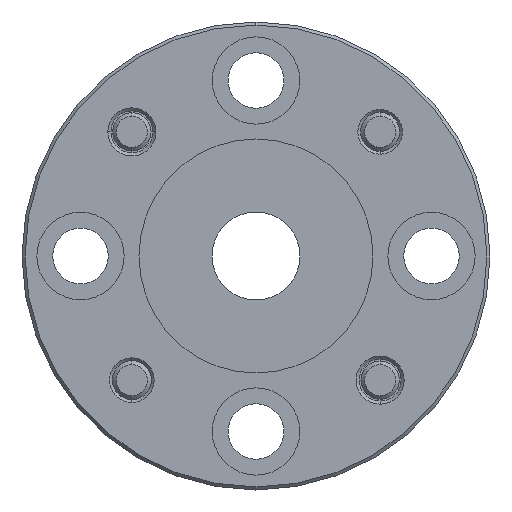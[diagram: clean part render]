
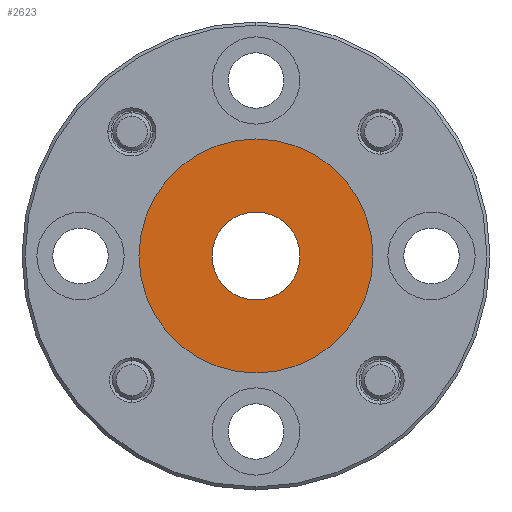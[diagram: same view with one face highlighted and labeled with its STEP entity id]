
A CAD part, left-side view. The second image highlights one B-rep face of the part: STEP entity #2623.
In plain terms, the highlighted planar face has unit normal (-1, 0, 0).
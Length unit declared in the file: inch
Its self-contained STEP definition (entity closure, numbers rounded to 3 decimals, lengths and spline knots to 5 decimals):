
#63 = DIRECTION ( 'NONE',  ( -1., 0., 0. ) ) ;
#106 = DIRECTION ( 'NONE',  ( 0., 0., 1. ) ) ;
#264 = CARTESIAN_POINT ( 'NONE',  ( 0.00565, 0.68662, 0.84964 ) ) ;
#268 = ORIENTED_EDGE ( 'NONE', *, *, #3818, .F. ) ;
#295 = VERTEX_POINT ( 'NONE', #885 ) ;
#733 = AXIS2_PLACEMENT_3D ( 'NONE', #1234, #2430, #1505 ) ;
#802 = ORIENTED_EDGE ( 'NONE', *, *, #2592, .F. ) ;
#859 = DIRECTION ( 'NONE',  ( 0., 0., -1. ) ) ;
#885 = CARTESIAN_POINT ( 'NONE',  ( 0.00565, 0.68662, 0.77914 ) ) ;
#1122 = ORIENTED_EDGE ( 'NONE', *, *, #2915, .T. ) ;
#1158 = CIRCLE ( 'NONE', #733, 0.1875 ) ;
#1204 = VERTEX_POINT ( 'NONE', #2962 ) ;
#1234 = CARTESIAN_POINT ( 'NONE',  ( 0.00565, 0.68662, 0.84964 ) ) ;
#1322 = AXIS2_PLACEMENT_3D ( 'NONE', #2546, #1366, #3166 ) ;
#1353 = VERTEX_POINT ( 'NONE', #2475 ) ;
#1366 = DIRECTION ( 'NONE',  ( 1., 0., 0. ) ) ;
#1427 = DIRECTION ( 'NONE',  ( 0., 0., -1. ) ) ;
#1505 = DIRECTION ( 'NONE',  ( 0., 0., -1. ) ) ;
#1527 = CIRCLE ( 'NONE', #1322, 0.0705 ) ;
#1755 = VERTEX_POINT ( 'NONE', #2868 ) ;
#1946 = EDGE_CURVE ( 'NONE', #1204, #295, #3083, .T. ) ;
#1951 = ORIENTED_EDGE ( 'NONE', *, *, #1946, .T. ) ;
#2021 = DIRECTION ( 'NONE',  ( 1., 0., 0. ) ) ;
#2029 = EDGE_LOOP ( 'NONE', ( #1122, #1951 ) ) ;
#2103 = CARTESIAN_POINT ( 'NONE',  ( 0.00565, 0.68662, 0.84964 ) ) ;
#2337 = CARTESIAN_POINT ( 'NONE',  ( 0.00565, 0.68662, 0.84964 ) ) ;
#2430 = DIRECTION ( 'NONE',  ( 1., 0., 0. ) ) ;
#2449 = PLANE ( 'NONE',  #2905 ) ;
#2475 = CARTESIAN_POINT ( 'NONE',  ( 0.00565, 0.68662, 1.03714 ) ) ;
#2546 = CARTESIAN_POINT ( 'NONE',  ( 0.00565, 0.68662, 0.84964 ) ) ;
#2592 = EDGE_CURVE ( 'NONE', #1353, #1755, #1158, .T. ) ;
#2623 = ADVANCED_FACE ( 'NONE', ( #3666, #3207 ), #2449, .T. ) ;
#2659 = EDGE_LOOP ( 'NONE', ( #268, #802 ) ) ;
#2868 = CARTESIAN_POINT ( 'NONE',  ( 0.00565, 0.68662, 0.66214 ) ) ;
#2905 = AXIS2_PLACEMENT_3D ( 'NONE', #2103, #63, #106 ) ;
#2915 = EDGE_CURVE ( 'NONE', #295, #1204, #1527, .T. ) ;
#2962 = CARTESIAN_POINT ( 'NONE',  ( 0.00565, 0.68662, 0.92014 ) ) ;
#3083 = CIRCLE ( 'NONE', #3509, 0.0705 ) ;
#3166 = DIRECTION ( 'NONE',  ( 0., 0., -1. ) ) ;
#3207 = FACE_BOUND ( 'NONE', #2029, .T. ) ;
#3509 = AXIS2_PLACEMENT_3D ( 'NONE', #2337, #3802, #859 ) ;
#3558 = CIRCLE ( 'NONE', #3599, 0.1875 ) ;
#3599 = AXIS2_PLACEMENT_3D ( 'NONE', #264, #2021, #1427 ) ;
#3666 = FACE_OUTER_BOUND ( 'NONE', #2659, .T. ) ;
#3802 = DIRECTION ( 'NONE',  ( 1., 0., 0. ) ) ;
#3818 = EDGE_CURVE ( 'NONE', #1755, #1353, #3558, .T. ) ;
